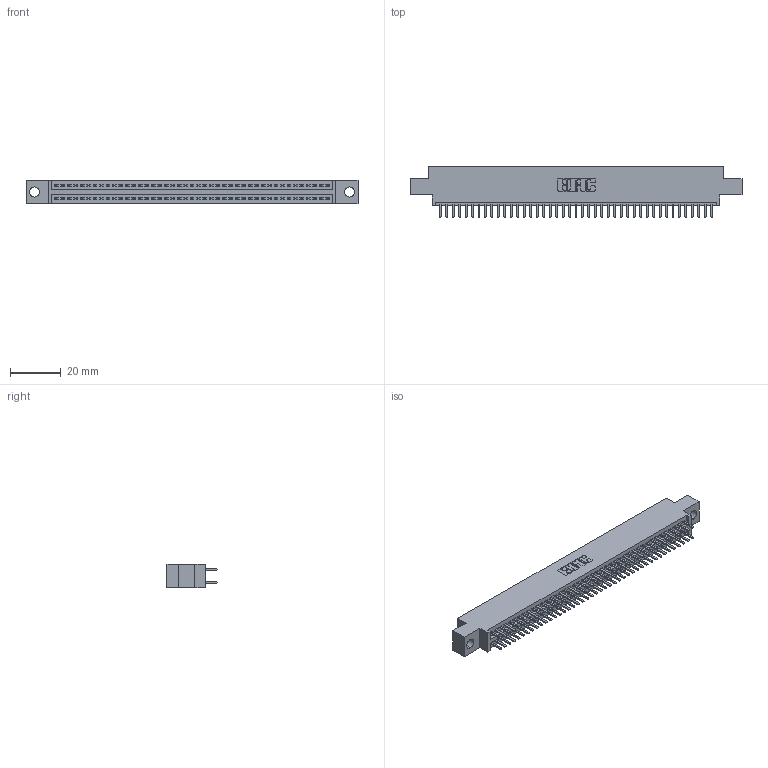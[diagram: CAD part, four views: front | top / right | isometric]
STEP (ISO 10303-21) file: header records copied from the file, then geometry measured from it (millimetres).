
FILE_DESCRIPTION (( 'STEP AP203' ), '1' );
FILE_NAME ('345-086-520-804.STEP', '2021-05-20T13:13:09', ( '' ), ( '' ), 'SwSTEP 2.0', 'SolidWorks 2020', '' );
FILE_SCHEMA (( 'CONFIG_CONTROL_DESIGN' ));
Length unit declared in the file: inch
Products named in the file (3): 345-086-520-804; 345-292-001_345-293-120; 345 Part_0.170 Offset - 0.156 Dia-TI
Assembly tree (87 placements, depth 2):
  345-086-520-804
    345 Part_0.170 Offset - 0.156 Dia-TI
    345-292-001_345-293-120  x86
Bounding box: 130.43 x 19.68 x 9.4 mm (x, y, z)
Volume: 12422.1 mm3; surface area: 18296 mm2
Topology: 87 solids, 87 shells, 4788 faces, 13891 edges, 9030 vertices
Faces by surface type: plane 3108, cylinder 1680
Entity records: 34269 total; most frequent: CARTESIAN_POINT 5762, ORIENTED_EDGE 5682, DIRECTION 5065, EDGE_CURVE 2841, LINE 2533, VECTOR 2533, VERTEX_POINT 1890, AXIS2_PLACEMENT_3D 1266
